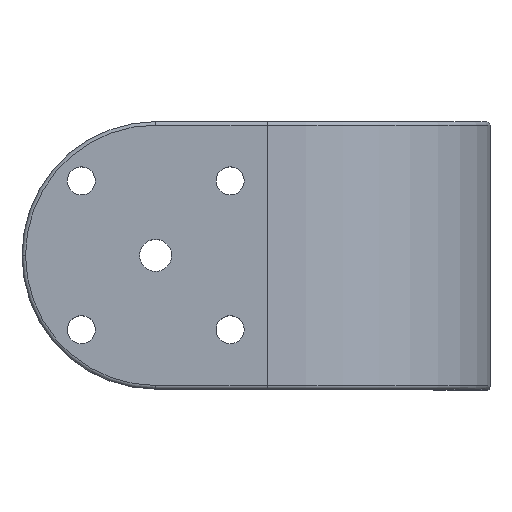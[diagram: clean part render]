
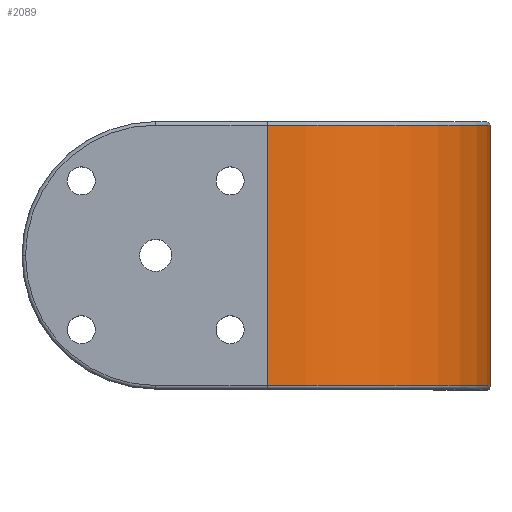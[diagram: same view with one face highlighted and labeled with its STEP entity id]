
A CAD part, top view. The second image highlights one B-rep face of the part: STEP entity #2089.
In plain terms, the highlighted cylindrical face has radius 63.5 mm (diameter 127 mm), a partial arc.
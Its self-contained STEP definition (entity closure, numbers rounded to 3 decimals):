
#101 = TOROIDAL_SURFACE('',#102,62.5,1.);
#102 = AXIS2_PLACEMENT_3D('',#103,#104,#105);
#103 = CARTESIAN_POINT('',(69.85,-37.1,161.925));
#104 = DIRECTION('',(0.,-1.,0.));
#105 = DIRECTION('',(1.,0.,0.));
#362 = VERTEX_POINT('',#363);
#363 = CARTESIAN_POINT('',(133.35,-37.1,161.925));
#397 = PLANE('',#398);
#398 = AXIS2_PLACEMENT_3D('',#399,#400,#401);
#399 = CARTESIAN_POINT('',(133.35,38.1,0.));
#400 = DIRECTION('',(-1.,0.,0.));
#401 = DIRECTION('',(0.,0.,1.));
#730 = EDGE_CURVE('',#362,#731,#733,.T.);
#731 = VERTEX_POINT('',#732);
#732 = CARTESIAN_POINT('',(69.85,-37.1,225.425));
#733 = SURFACE_CURVE('',#734,(#739,#746),.PCURVE_S1.);
#734 = CIRCLE('',#735,63.5);
#735 = AXIS2_PLACEMENT_3D('',#736,#737,#738);
#736 = CARTESIAN_POINT('',(69.85,-37.1,161.925));
#737 = DIRECTION('',(0.,-1.,0.));
#738 = DIRECTION('',(1.,0.,0.));
#739 = PCURVE('',#101,#740);
#740 = DEFINITIONAL_REPRESENTATION('',(#741),#745);
#741 = LINE('',#742,#743);
#742 = CARTESIAN_POINT('',(0.,0.));
#743 = VECTOR('',#744,1.);
#744 = DIRECTION('',(1.,0.));
#745 = ( GEOMETRIC_REPRESENTATION_CONTEXT(2) 
PARAMETRIC_REPRESENTATION_CONTEXT() REPRESENTATION_CONTEXT('2D SPACE',''
  ) );
#746 = PCURVE('',#747,#752);
#747 = CYLINDRICAL_SURFACE('',#748,63.5);
#748 = AXIS2_PLACEMENT_3D('',#749,#750,#751);
#749 = CARTESIAN_POINT('',(69.85,38.1,161.925));
#750 = DIRECTION('',(-0.,1.,-0.));
#751 = DIRECTION('',(1.,0.,0.));
#752 = DEFINITIONAL_REPRESENTATION('',(#753),#757);
#753 = LINE('',#754,#755);
#754 = CARTESIAN_POINT('',(-0.,-75.2));
#755 = VECTOR('',#756,1.);
#756 = DIRECTION('',(-1.,0.));
#757 = ( GEOMETRIC_REPRESENTATION_CONTEXT(2) 
PARAMETRIC_REPRESENTATION_CONTEXT() REPRESENTATION_CONTEXT('2D SPACE',''
  ) );
#876 = PLANE('',#877);
#877 = AXIS2_PLACEMENT_3D('',#878,#879,#880);
#878 = CARTESIAN_POINT('',(69.85,38.1,225.425));
#879 = DIRECTION('',(0.,0.,-1.));
#880 = DIRECTION('',(-1.,0.,0.));
#1296 = EDGE_CURVE('',#1297,#362,#1299,.T.);
#1297 = VERTEX_POINT('',#1298);
#1298 = CARTESIAN_POINT('',(133.35,37.1,161.925));
#1299 = SURFACE_CURVE('',#1300,(#1304,#1311),.PCURVE_S1.);
#1300 = LINE('',#1301,#1302);
#1301 = CARTESIAN_POINT('',(133.35,38.1,161.925));
#1302 = VECTOR('',#1303,1.);
#1303 = DIRECTION('',(0.,-1.,0.));
#1304 = PCURVE('',#397,#1305);
#1305 = DEFINITIONAL_REPRESENTATION('',(#1306),#1310);
#1306 = LINE('',#1307,#1308);
#1307 = CARTESIAN_POINT('',(161.925,0.));
#1308 = VECTOR('',#1309,1.);
#1309 = DIRECTION('',(0.,-1.));
#1310 = ( GEOMETRIC_REPRESENTATION_CONTEXT(2) 
PARAMETRIC_REPRESENTATION_CONTEXT() REPRESENTATION_CONTEXT('2D SPACE',''
  ) );
#1311 = PCURVE('',#747,#1312);
#1312 = DEFINITIONAL_REPRESENTATION('',(#1313),#1317);
#1313 = LINE('',#1314,#1315);
#1314 = CARTESIAN_POINT('',(-0.,0.));
#1315 = VECTOR('',#1316,1.);
#1316 = DIRECTION('',(-0.,-1.));
#1317 = ( GEOMETRIC_REPRESENTATION_CONTEXT(2) 
PARAMETRIC_REPRESENTATION_CONTEXT() REPRESENTATION_CONTEXT('2D SPACE',''
  ) );
#1742 = TOROIDAL_SURFACE('',#1743,62.5,1.);
#1743 = AXIS2_PLACEMENT_3D('',#1744,#1745,#1746);
#1744 = CARTESIAN_POINT('',(69.85,37.1,161.925));
#1745 = DIRECTION('',(0.,1.,0.));
#1746 = DIRECTION('',(0.,0.,1.));
#2089 = ADVANCED_FACE('',(#2090),#747,.T.);
#2090 = FACE_BOUND('',#2091,.F.);
#2091 = EDGE_LOOP('',(#2092,#2093,#2094,#2117));
#2092 = ORIENTED_EDGE('',*,*,#1296,.T.);
#2093 = ORIENTED_EDGE('',*,*,#730,.T.);
#2094 = ORIENTED_EDGE('',*,*,#2095,.F.);
#2095 = EDGE_CURVE('',#2096,#731,#2098,.T.);
#2096 = VERTEX_POINT('',#2097);
#2097 = CARTESIAN_POINT('',(69.85,37.1,225.425));
#2098 = SURFACE_CURVE('',#2099,(#2103,#2110),.PCURVE_S1.);
#2099 = LINE('',#2100,#2101);
#2100 = CARTESIAN_POINT('',(69.85,38.1,225.425));
#2101 = VECTOR('',#2102,1.);
#2102 = DIRECTION('',(0.,-1.,0.));
#2103 = PCURVE('',#747,#2104);
#2104 = DEFINITIONAL_REPRESENTATION('',(#2105),#2109);
#2105 = LINE('',#2106,#2107);
#2106 = CARTESIAN_POINT('',(-1.571,0.));
#2107 = VECTOR('',#2108,1.);
#2108 = DIRECTION('',(-0.,-1.));
#2109 = ( GEOMETRIC_REPRESENTATION_CONTEXT(2) 
PARAMETRIC_REPRESENTATION_CONTEXT() REPRESENTATION_CONTEXT('2D SPACE',''
  ) );
#2110 = PCURVE('',#876,#2111);
#2111 = DEFINITIONAL_REPRESENTATION('',(#2112),#2116);
#2112 = LINE('',#2113,#2114);
#2113 = CARTESIAN_POINT('',(0.,-0.));
#2114 = VECTOR('',#2115,1.);
#2115 = DIRECTION('',(0.,-1.));
#2116 = ( GEOMETRIC_REPRESENTATION_CONTEXT(2) 
PARAMETRIC_REPRESENTATION_CONTEXT() REPRESENTATION_CONTEXT('2D SPACE',''
  ) );
#2117 = ORIENTED_EDGE('',*,*,#2118,.T.);
#2118 = EDGE_CURVE('',#2096,#1297,#2119,.T.);
#2119 = SURFACE_CURVE('',#2120,(#2125,#2132),.PCURVE_S1.);
#2120 = CIRCLE('',#2121,63.5);
#2121 = AXIS2_PLACEMENT_3D('',#2122,#2123,#2124);
#2122 = CARTESIAN_POINT('',(69.85,37.1,161.925));
#2123 = DIRECTION('',(0.,1.,-0.));
#2124 = DIRECTION('',(0.,0.,1.));
#2125 = PCURVE('',#747,#2126);
#2126 = DEFINITIONAL_REPRESENTATION('',(#2127),#2131);
#2127 = LINE('',#2128,#2129);
#2128 = CARTESIAN_POINT('',(-1.571,-1.));
#2129 = VECTOR('',#2130,1.);
#2130 = DIRECTION('',(1.,-0.));
#2131 = ( GEOMETRIC_REPRESENTATION_CONTEXT(2) 
PARAMETRIC_REPRESENTATION_CONTEXT() REPRESENTATION_CONTEXT('2D SPACE',''
  ) );
#2132 = PCURVE('',#1742,#2133);
#2133 = DEFINITIONAL_REPRESENTATION('',(#2134),#2138);
#2134 = LINE('',#2135,#2136);
#2135 = CARTESIAN_POINT('',(0.,0.));
#2136 = VECTOR('',#2137,1.);
#2137 = DIRECTION('',(1.,0.));
#2138 = ( GEOMETRIC_REPRESENTATION_CONTEXT(2) 
PARAMETRIC_REPRESENTATION_CONTEXT() REPRESENTATION_CONTEXT('2D SPACE',''
  ) );
